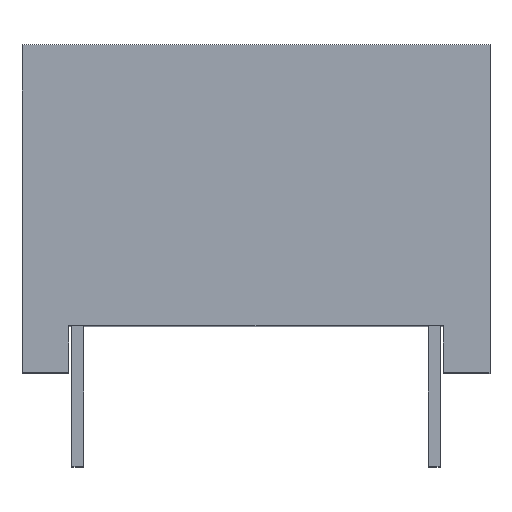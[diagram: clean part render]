
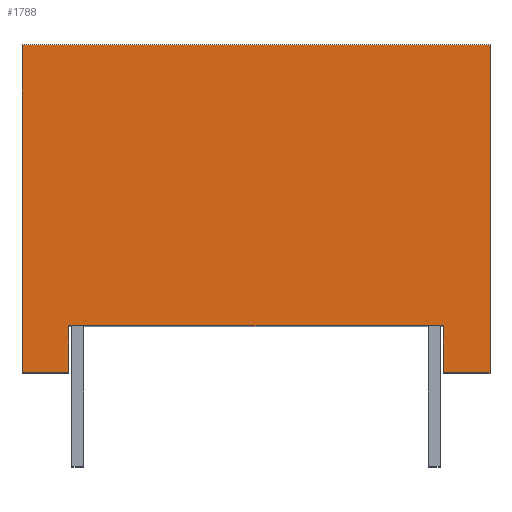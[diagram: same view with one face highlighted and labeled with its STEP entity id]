
A CAD part, top view. The second image highlights one B-rep face of the part: STEP entity #1788.
In plain terms, the highlighted planar face has unit normal (0, 0, 1).
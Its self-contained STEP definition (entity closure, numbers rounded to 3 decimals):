
#1612 = VERTEX_POINT('',#1613);
#1613 = CARTESIAN_POINT('',(-5.,-7.,6.5));
#1619 = EDGE_CURVE('',#1612,#1620,#1622,.T.);
#1620 = VERTEX_POINT('',#1621);
#1621 = CARTESIAN_POINT('',(-5.,0.,6.5));
#1622 = LINE('',#1623,#1624);
#1623 = CARTESIAN_POINT('',(-5.,-7.,6.5));
#1624 = VECTOR('',#1625,1.);
#1625 = DIRECTION('',(0.,1.,0.));
#1660 = VERTEX_POINT('',#1661);
#1661 = CARTESIAN_POINT('',(-4.,-7.,6.5));
#1667 = EDGE_CURVE('',#1612,#1660,#1668,.T.);
#1668 = LINE('',#1669,#1670);
#1669 = CARTESIAN_POINT('',(-12.899,-7.,6.5));
#1670 = VECTOR('',#1671,1.);
#1671 = DIRECTION('',(1.,0.,0.));
#1705 = VERTEX_POINT('',#1706);
#1706 = CARTESIAN_POINT('',(-4.,-6.,6.5));
#1712 = EDGE_CURVE('',#1705,#1660,#1713,.T.);
#1713 = LINE('',#1714,#1715);
#1714 = CARTESIAN_POINT('',(-4.,-3.5,6.5));
#1715 = VECTOR('',#1716,1.);
#1716 = DIRECTION('',(0.,-1.,0.));
#1788 = ADVANCED_FACE('',(#1789),#1832,.F.);
#1789 = FACE_BOUND('',#1790,.F.);
#1790 = EDGE_LOOP('',(#1791,#1792,#1793,#1794,#1802,#1810,#1818,#1826));
#1791 = ORIENTED_EDGE('',*,*,#1712,.T.);
#1792 = ORIENTED_EDGE('',*,*,#1667,.F.);
#1793 = ORIENTED_EDGE('',*,*,#1619,.T.);
#1794 = ORIENTED_EDGE('',*,*,#1795,.T.);
#1795 = EDGE_CURVE('',#1620,#1796,#1798,.T.);
#1796 = VERTEX_POINT('',#1797);
#1797 = CARTESIAN_POINT('',(5.,0.,6.5));
#1798 = LINE('',#1799,#1800);
#1799 = CARTESIAN_POINT('',(-12.899,0.,6.5));
#1800 = VECTOR('',#1801,1.);
#1801 = DIRECTION('',(1.,0.,0.));
#1802 = ORIENTED_EDGE('',*,*,#1803,.F.);
#1803 = EDGE_CURVE('',#1804,#1796,#1806,.T.);
#1804 = VERTEX_POINT('',#1805);
#1805 = CARTESIAN_POINT('',(5.,-7.,6.5));
#1806 = LINE('',#1807,#1808);
#1807 = CARTESIAN_POINT('',(5.,-7.,6.5));
#1808 = VECTOR('',#1809,1.);
#1809 = DIRECTION('',(0.,1.,0.));
#1810 = ORIENTED_EDGE('',*,*,#1811,.F.);
#1811 = EDGE_CURVE('',#1812,#1804,#1814,.T.);
#1812 = VERTEX_POINT('',#1813);
#1813 = CARTESIAN_POINT('',(4.,-7.,6.5));
#1814 = LINE('',#1815,#1816);
#1815 = CARTESIAN_POINT('',(-12.899,-7.,6.5));
#1816 = VECTOR('',#1817,1.);
#1817 = DIRECTION('',(1.,0.,0.));
#1818 = ORIENTED_EDGE('',*,*,#1819,.T.);
#1819 = EDGE_CURVE('',#1812,#1820,#1822,.T.);
#1820 = VERTEX_POINT('',#1821);
#1821 = CARTESIAN_POINT('',(4.,-6.,6.5));
#1822 = LINE('',#1823,#1824);
#1823 = CARTESIAN_POINT('',(4.,-3.5,6.5));
#1824 = VECTOR('',#1825,1.);
#1825 = DIRECTION('',(0.,1.,0.));
#1826 = ORIENTED_EDGE('',*,*,#1827,.T.);
#1827 = EDGE_CURVE('',#1820,#1705,#1828,.T.);
#1828 = LINE('',#1829,#1830);
#1829 = CARTESIAN_POINT('',(-9.636,-6.,6.5));
#1830 = VECTOR('',#1831,1.);
#1831 = DIRECTION('',(-1.,0.,0.));
#1832 = PLANE('',#1833);
#1833 = AXIS2_PLACEMENT_3D('',#1834,#1835,#1836);
#1834 = CARTESIAN_POINT('',(0.,-3.444,6.5));
#1835 = DIRECTION('',(-0.,-0.,-1.));
#1836 = DIRECTION('',(-1.,0.,0.));
